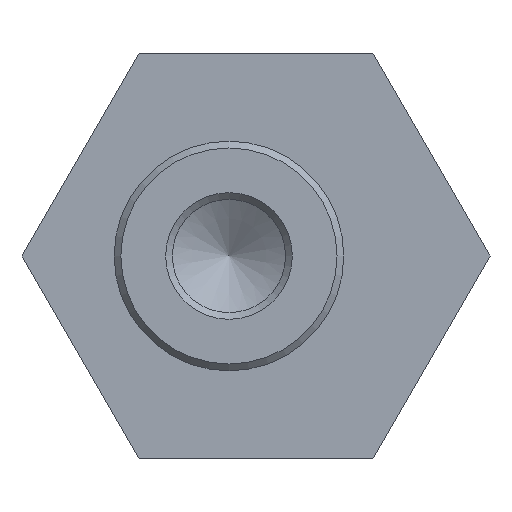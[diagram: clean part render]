
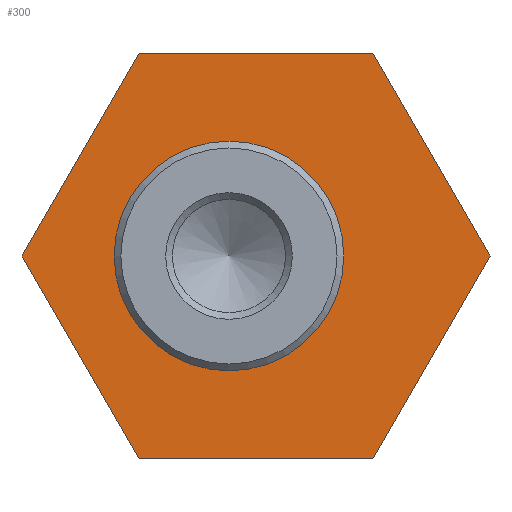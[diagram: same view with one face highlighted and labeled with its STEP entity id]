
A CAD part, left-side view. The second image highlights one B-rep face of the part: STEP entity #300.
In plain terms, the highlighted planar face has unit normal (-1, 0, 0).
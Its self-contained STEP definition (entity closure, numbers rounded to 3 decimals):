
#15=LINE($,#482,#33);
#19=LINE($,#489,#37);
#22=LINE($,#495,#40);
#25=LINE($,#501,#43);
#28=LINE($,#507,#46);
#30=LINE($,#510,#48);
#33=VECTOR($,#402,17.321);
#37=VECTOR($,#408,17.321);
#40=VECTOR($,#413,17.321);
#43=VECTOR($,#418,17.321);
#46=VECTOR($,#423,17.321);
#48=VECTOR($,#427,17.321);
#64=PLANE($,#339);
#78=FACE_BOUND($,#136,.T.);
#100=FACE_OUTER_BOUND($,#135,.T.);
#135=EDGE_LOOP($,(#266,#267,#268,#269,#270,#271));
#136=EDGE_LOOP($,(#272));
#142=CIRCLE($,#314,8.5);
#156=VERTEX_POINT($,#448);
#167=VERTEX_POINT($,#479);
#168=VERTEX_POINT($,#481);
#170=VERTEX_POINT($,#487);
#172=VERTEX_POINT($,#493);
#174=VERTEX_POINT($,#499);
#176=VERTEX_POINT($,#505);
#182=EDGE_CURVE($,#156,#156,#142,.T.);
#193=EDGE_CURVE($,#168,#167,#15,.T.);
#197=EDGE_CURVE($,#167,#170,#19,.T.);
#200=EDGE_CURVE($,#170,#172,#22,.T.);
#203=EDGE_CURVE($,#172,#174,#25,.T.);
#206=EDGE_CURVE($,#174,#176,#28,.T.);
#208=EDGE_CURVE($,#176,#168,#30,.T.);
#266=ORIENTED_EDGE($,*,*,#208,.T.);
#267=ORIENTED_EDGE($,*,*,#193,.T.);
#268=ORIENTED_EDGE($,*,*,#197,.T.);
#269=ORIENTED_EDGE($,*,*,#200,.T.);
#270=ORIENTED_EDGE($,*,*,#203,.T.);
#271=ORIENTED_EDGE($,*,*,#206,.T.);
#272=ORIENTED_EDGE($,*,*,#182,.T.);
#300=ADVANCED_FACE($,(#100,#78),#64,.F.);
#314=AXIS2_PLACEMENT_3D($,#449,#362,#363);
#339=AXIS2_PLACEMENT_3D($,#512,#430,#431);
#362=DIRECTION('center_axis',(1.,0.,0.));
#363=DIRECTION('ref_axis',(0.,0.,-1.));
#402=DIRECTION($,(0.,-1.,0.));
#408=DIRECTION($,(0.,-0.5,0.866));
#413=DIRECTION($,(0.,0.5,0.866));
#418=DIRECTION($,(0.,1.,0.));
#423=DIRECTION($,(0.,0.5,-0.866));
#427=DIRECTION($,(0.,-0.5,-0.866));
#430=DIRECTION('center_axis',(1.,0.,0.));
#431=DIRECTION('ref_axis',(0.,0.,-1.));
#448=CARTESIAN_POINT('',(0.,2.,8.5));
#449=CARTESIAN_POINT('Origin',(0.,2.,0.));
#479=CARTESIAN_POINT('',(0.,-8.66,-15.));
#481=CARTESIAN_POINT('',(0.,8.66,-15.));
#482=CARTESIAN_POINT($,(0.,8.66,-15.));
#487=CARTESIAN_POINT('',(0.,-17.321,0.));
#489=CARTESIAN_POINT($,(0.,-8.66,-15.));
#493=CARTESIAN_POINT('',(0.,-8.66,15.));
#495=CARTESIAN_POINT($,(0.,-17.321,0.));
#499=CARTESIAN_POINT('',(0.,8.66,15.));
#501=CARTESIAN_POINT($,(0.,-8.66,15.));
#505=CARTESIAN_POINT('',(0.,17.321,0.));
#507=CARTESIAN_POINT($,(0.,8.66,15.));
#510=CARTESIAN_POINT($,(0.,17.321,0.));
#512=CARTESIAN_POINT('Origin',(0.,0.,0.));
